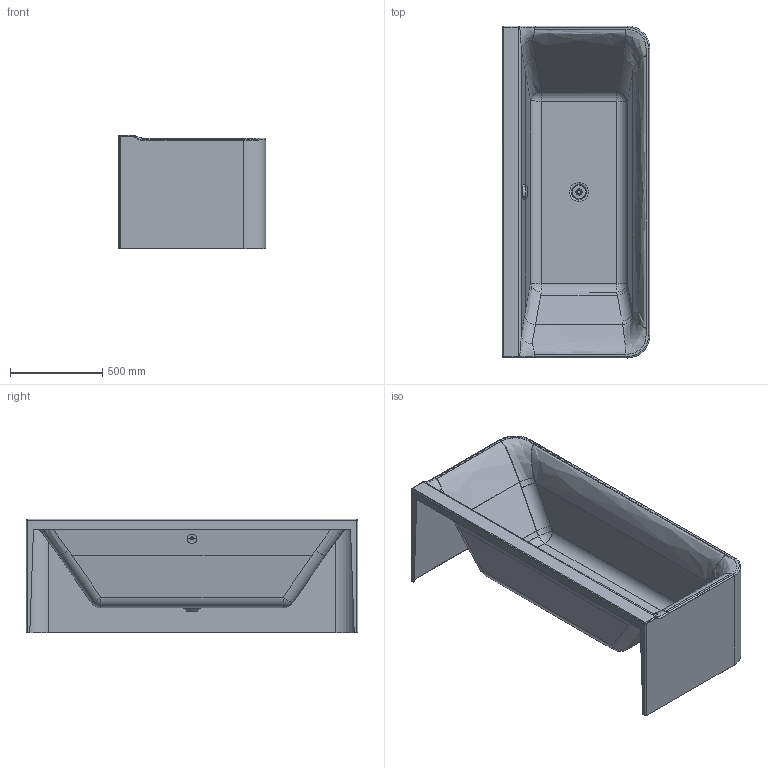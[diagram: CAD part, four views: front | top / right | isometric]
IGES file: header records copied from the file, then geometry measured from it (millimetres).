
Global section: file name: No Iges File Name specified; native system: Autodesk Inventor 2011; preprocessor: AutoDesk Inventor Iges Exporter R2011; author: Administrator; date: 20150619.153058; units: millimetre
Bounding box: 800.25 x 1800.1 x 615 mm (x, y, z)
Volume: 23858951 mm3; surface area: 9570679.5 mm2
Topology: 3 solids, 3 shells, 321 faces, 909 edges, 574 vertices
Faces by surface type: plane 126, revolution 87, bspline 46, cylinder 36, torus 10, sphere 8, cone 8
